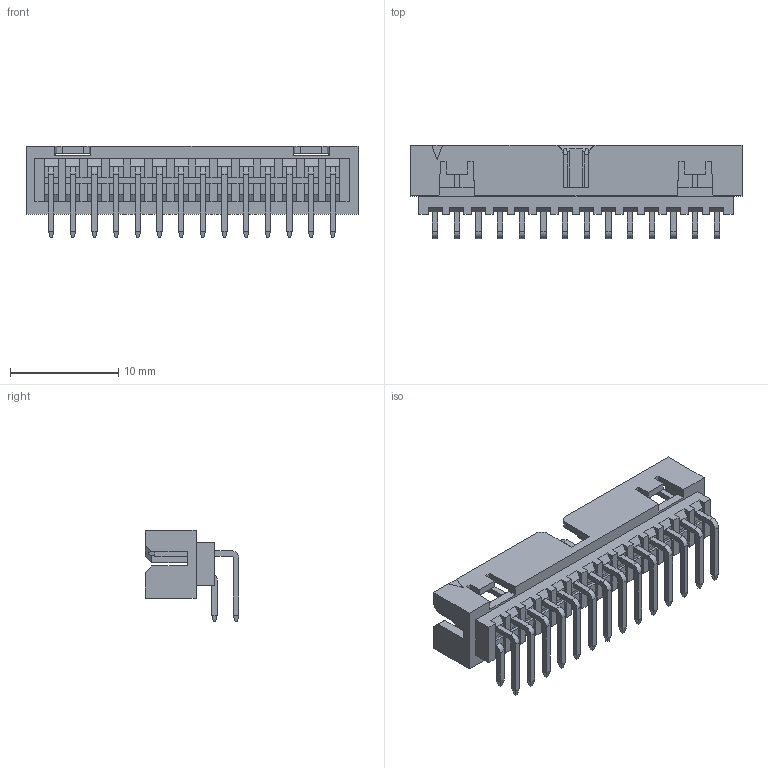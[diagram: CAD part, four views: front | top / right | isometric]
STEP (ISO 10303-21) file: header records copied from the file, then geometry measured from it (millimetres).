
FILE_DESCRIPTION((''),'2;1');
FILE_NAME('878332820','2018-12-13T',('gga'),(''),'PRO/ENGINEER BY PARAMETRIC TECHNOLOGY CORPORATION, 2016010','PRO/ENGINEER BY PARAMETRIC TECHNOLOGY CORPORATION, 2016010','');
FILE_SCHEMA(('CONFIG_CONTROL_DESIGN'));
Length unit declared in the file: millimetre
Products named in the file (1): 878332820
Bounding box: 30.65 x 8.65 x 8.46 mm (x, y, z)
Volume: 555.3 mm3; surface area: 1631.6 mm2
Topology: 1 solids, 1 shells, 827 faces, 2182 edges, 1396 vertices
Faces by surface type: plane 769, cylinder 58
Entity records: 24861 total; most frequent: CARTESIAN_POINT 4360, ORIENTED_EDGE 4252, DIRECTION 4008, EDGE_CURVE 2126, VECTOR 2008, LINE 2008, VERTEX_POINT 1340, AXIS2_PLACEMENT_3D 1000
